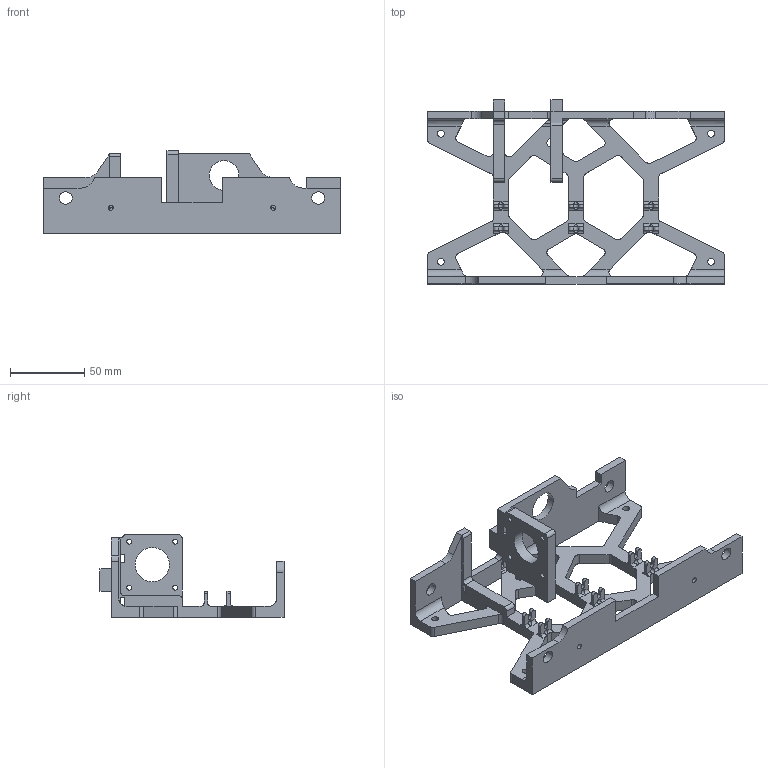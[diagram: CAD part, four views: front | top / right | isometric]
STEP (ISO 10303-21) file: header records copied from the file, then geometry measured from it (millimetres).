
FILE_DESCRIPTION(('FreeCAD Model'),'2;1');
FILE_NAME('Y-Axis Backbrace.step','2020-08-11T11:35:26',('Author'),(''), 'Open CASCADE STEP processor 7.3','FreeCAD','Unknown');
FILE_SCHEMA(('AUTOMOTIVE_DESIGN { 1 0 10303 214 1 1 1 1 }'));
Length unit declared in the file: millimetre
Products named in the file (1): Y-Axis_Backbrace
Bounding box: 200 x 124 x 55.65 mm (x, y, z)
Volume: 141861.6 mm3; surface area: 64069.8 mm2
Topology: 1 solids, 1 shells, 282 faces, 924 edges, 622 vertices
Faces by surface type: plane 145, cylinder 134, cone 3
Full cylindrical faces by diameter (mm): 3.2 x6, 3.3 x4, 3.4 x6, 3.5 x2, 4.6 x4, 8.5 x4, 20 x1, 23 x1
Entity records: 11574 total; most frequent: CARTESIAN_POINT 3135, ORIENTED_EDGE 1842, DIRECTION 1709, EDGE_CURVE 921, VERTEX_POINT 622, LINE 605, VECTOR 605, AXIS2_PLACEMENT_3D 552
